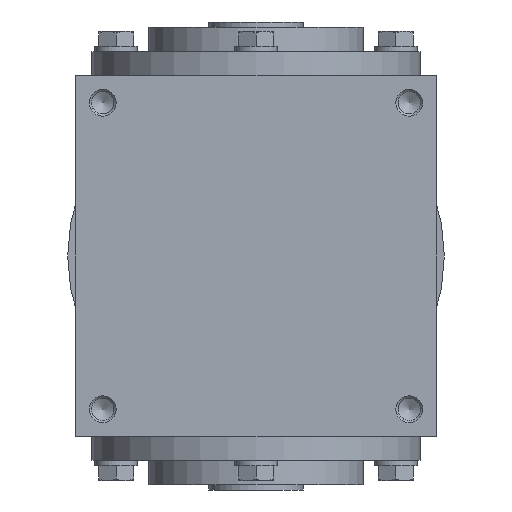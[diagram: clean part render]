
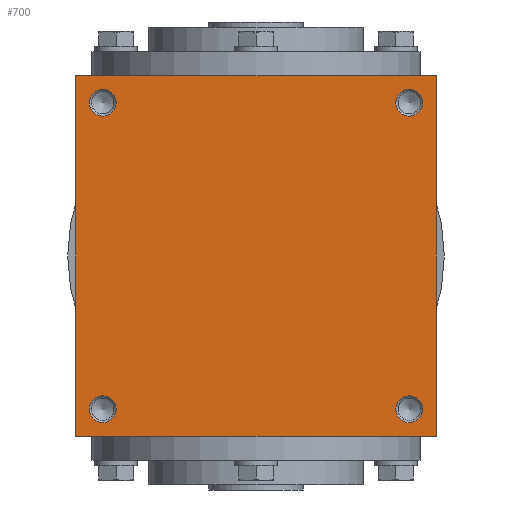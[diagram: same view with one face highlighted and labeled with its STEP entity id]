
A CAD part, left-side view. The second image highlights one B-rep face of the part: STEP entity #700.
In plain terms, the highlighted face is planar.
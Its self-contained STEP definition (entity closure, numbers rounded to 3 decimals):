
#700 = ADVANCED_FACE( '', ( #1437, #1438, #1439, #1440, #1441 ), #1442, .F. );
#1437 = FACE_BOUND( '', #2125, .T. );
#1438 = FACE_BOUND( '', #2126, .T. );
#1439 = FACE_BOUND( '', #2127, .T. );
#1440 = FACE_BOUND( '', #2128, .T. );
#1441 = FACE_OUTER_BOUND( '', #2129, .T. );
#1442 = PLANE( '', #2130 );
#2125 = EDGE_LOOP( '', ( #3436 ) );
#2126 = EDGE_LOOP( '', ( #3437 ) );
#2127 = EDGE_LOOP( '', ( #3438 ) );
#2128 = EDGE_LOOP( '', ( #3439 ) );
#2129 = EDGE_LOOP( '', ( #3440, #3441, #3442, #3443 ) );
#2130 = AXIS2_PLACEMENT_3D( '', #3444, #3445, #3446 );
#3436 = ORIENTED_EDGE( '', *, *, #3809, .F. );
#3437 = ORIENTED_EDGE( '', *, *, #3976, .T. );
#3438 = ORIENTED_EDGE( '', *, *, #3568, .F. );
#3439 = ORIENTED_EDGE( '', *, *, #3936, .T. );
#3440 = ORIENTED_EDGE( '', *, *, #3842, .F. );
#3441 = ORIENTED_EDGE( '', *, *, #3614, .F. );
#3442 = ORIENTED_EDGE( '', *, *, #3550, .F. );
#3443 = ORIENTED_EDGE( '', *, *, #3891, .F. );
#3444 = CARTESIAN_POINT( '', ( 0., 0., -67. ) );
#3445 = DIRECTION( '', ( 0., 0., 1. ) );
#3446 = DIRECTION( '', ( 1., 0., 0. ) );
#3550 = EDGE_CURVE( '', #4108, #4109, #4110, .T. );
#3568 = EDGE_CURVE( '', #4137, #4137, #4138, .T. );
#3614 = EDGE_CURVE( '', #4109, #4208, #4209, .T. );
#3809 = EDGE_CURVE( '', #4495, #4495, #4496, .T. );
#3842 = EDGE_CURVE( '', #4208, #4542, #4543, .T. );
#3891 = EDGE_CURVE( '', #4542, #4108, #4598, .T. );
#3936 = EDGE_CURVE( '', #4649, #4649, #4650, .T. );
#3976 = EDGE_CURVE( '', #4692, #4692, #4693, .T. );
#4108 = VERTEX_POINT( '', #4860 );
#4109 = VERTEX_POINT( '', #4861 );
#4110 = LINE( '', #4862, #4863 );
#4137 = VERTEX_POINT( '', #4911 );
#4138 = CIRCLE( '', #4912, 5. );
#4208 = VERTEX_POINT( '', #5012 );
#4209 = LINE( '', #5013, #5014 );
#4495 = VERTEX_POINT( '', #5349 );
#4496 = CIRCLE( '', #5350, 5. );
#4542 = VERTEX_POINT( '', #5400 );
#4543 = LINE( '', #5401, #5402 );
#4598 = LINE( '', #5471, #5472 );
#4649 = VERTEX_POINT( '', #5547 );
#4650 = CIRCLE( '', #5548, 5. );
#4692 = VERTEX_POINT( '', #5600 );
#4693 = CIRCLE( '', #5601, 5. );
#4860 = CARTESIAN_POINT( '', ( 67., -67., -67. ) );
#4861 = CARTESIAN_POINT( '', ( 67., 67., -67. ) );
#4862 = CARTESIAN_POINT( '', ( 67., -67., -67. ) );
#4863 = VECTOR( '', #5737, 1000. );
#4911 = CARTESIAN_POINT( '', ( -62., -57., -67. ) );
#4912 = AXIS2_PLACEMENT_3D( '', #5750, #5751, #5752 );
#5012 = CARTESIAN_POINT( '', ( -67., 67., -67. ) );
#5013 = CARTESIAN_POINT( '', ( 67., 67., -67. ) );
#5014 = VECTOR( '', #5825, 1000. );
#5349 = CARTESIAN_POINT( '', ( -62., 57., -67. ) );
#5350 = AXIS2_PLACEMENT_3D( '', #6144, #6145, #6146 );
#5400 = CARTESIAN_POINT( '', ( -67., -67., -67. ) );
#5401 = CARTESIAN_POINT( '', ( -67., 67., -67. ) );
#5402 = VECTOR( '', #6196, 1000. );
#5471 = CARTESIAN_POINT( '', ( -67., -67., -67. ) );
#5472 = VECTOR( '', #6258, 1000. );
#5547 = CARTESIAN_POINT( '', ( 62., -57., -67. ) );
#5548 = AXIS2_PLACEMENT_3D( '', #6300, #6301, #6302 );
#5600 = CARTESIAN_POINT( '', ( 62., 57., -67. ) );
#5601 = AXIS2_PLACEMENT_3D( '', #6327, #6328, #6329 );
#5737 = DIRECTION( '', ( 0., 1., 0. ) );
#5750 = CARTESIAN_POINT( '', ( -57., -57., -67. ) );
#5751 = DIRECTION( '', ( 0., 0., -1. ) );
#5752 = DIRECTION( '', ( -1., 0., 0. ) );
#5825 = DIRECTION( '', ( -1., 0., 0. ) );
#6144 = CARTESIAN_POINT( '', ( -57., 57., -67. ) );
#6145 = DIRECTION( '', ( 0., 0., -1. ) );
#6146 = DIRECTION( '', ( -1., 0., 0. ) );
#6196 = DIRECTION( '', ( 0., -1., 0. ) );
#6258 = DIRECTION( '', ( 1., 0., 0. ) );
#6300 = CARTESIAN_POINT( '', ( 57., -57., -67. ) );
#6301 = DIRECTION( '', ( 0., 0., 1. ) );
#6302 = DIRECTION( '', ( 1., 0., 0. ) );
#6327 = CARTESIAN_POINT( '', ( 57., 57., -67. ) );
#6328 = DIRECTION( '', ( 0., 0., 1. ) );
#6329 = DIRECTION( '', ( 1., 0., 0. ) );
